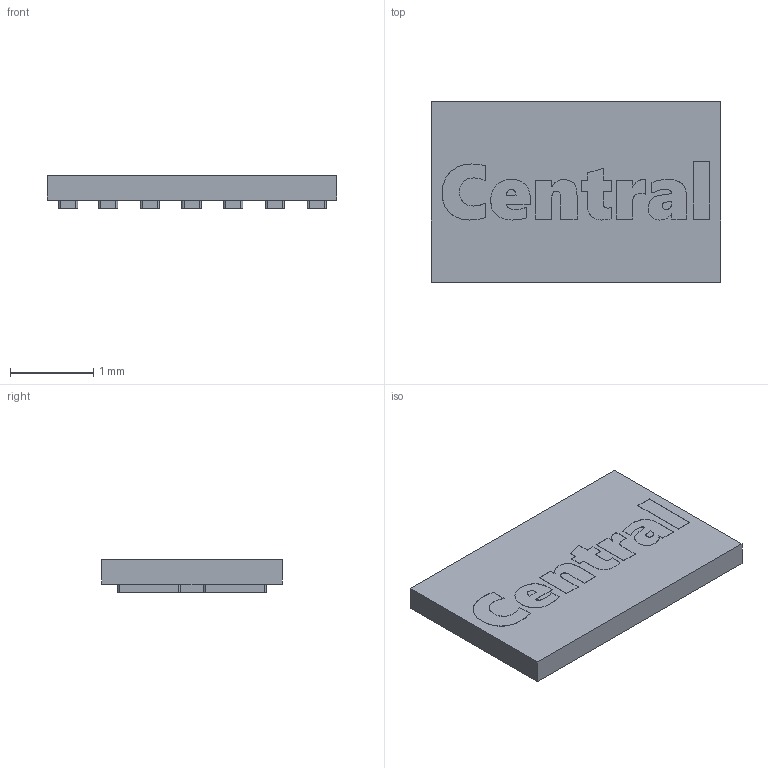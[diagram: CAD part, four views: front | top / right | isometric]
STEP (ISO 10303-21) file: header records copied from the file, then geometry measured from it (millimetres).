
FILE_DESCRIPTION(/* description */ (''),/* implementation_level */ '2;1');
FILE_NAME(/* name */ 'STP00011.step',/* time_stamp */ '2024-07-30T12:28:27-04:00',/* author */ (''),/* organization */ (''),/* preprocessor_version */ 'ST-DEVELOPER v20',/* originating_system */ 'Autodesk Translation Framework v12.14.0.127',/* authorisation */ '');
FILE_SCHEMA (('AUTOMOTIVE_DESIGN { 1 0 10303 214 3 1 1 }'));
Length unit declared in the file: millimetre
Products named in the file (3): STP00011; Component1; Component2
Assembly tree (2 placements, depth 2):
  STP00011
    Component1
    Component2
Bounding box: 3.47 x 2.16 x 0.39 mm (x, y, z)
Volume: 2.4 mm3; surface area: 28.6 mm2
Topology: 16 solids, 16 shells, 211 faces, 537 edges, 358 vertices
Faces by surface type: plane 114, bspline 65, cylinder 32
Entity records: 7053 total; most frequent: CARTESIAN_POINT 2216, ORIENTED_EDGE 1074, DIRECTION 773, EDGE_CURVE 537, VERTEX_POINT 358, LINE 343, VECTOR 343, EDGE_LOOP 215
